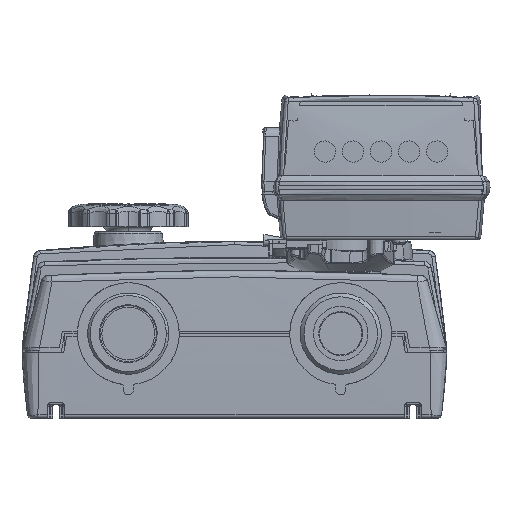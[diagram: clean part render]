
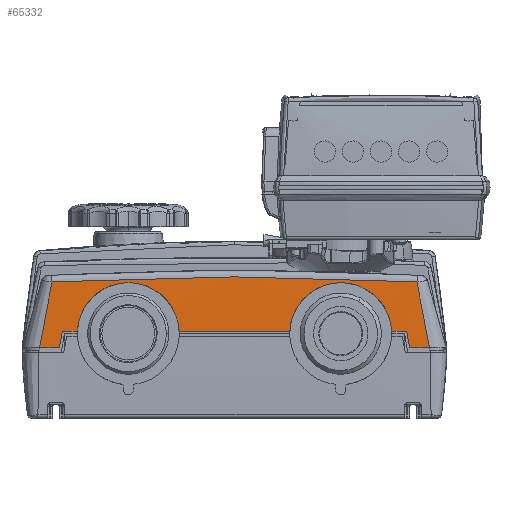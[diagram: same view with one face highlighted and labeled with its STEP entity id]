
A CAD part, front view. The second image highlights one B-rep face of the part: STEP entity #65332.
In plain terms, the highlighted cylindrical face has radius 1200 mm (diameter 2400 mm), a partial arc.
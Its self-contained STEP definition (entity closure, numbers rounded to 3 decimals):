
#65262=AXIS2_PLACEMENT_3D('Cylinder Axis2P3D',#65259,#65260,#65261) ;
#17932=CARTESIAN_POINT('Vertex',(29.962,-341.935,1.5)) ;
#17936=CARTESIAN_POINT('Control Point',(-29.962,-341.935,1.5)) ;
#17937=CARTESIAN_POINT('Control Point',(-29.727,-341.886,6.207)) ;
#17938=CARTESIAN_POINT('Control Point',(-28.567,-341.815,10.868)) ;
#17939=CARTESIAN_POINT('Control Point',(-26.494,-341.723,15.24)) ;
#17940=CARTESIAN_POINT('Control Point',(-20.563,-341.525,23.178)) ;
#17941=CARTESIAN_POINT('Control Point',(-11.99,-341.363,28.196)) ;
#17942=CARTESIAN_POINT('Control Point',(-7.085,-341.306,29.809)) ;
#17943=CARTESIAN_POINT('Control Point',(3.099,-341.269,30.892)) ;
#17944=CARTESIAN_POINT('Control Point',(12.864,-341.374,27.808)) ;
#17945=CARTESIAN_POINT('Control Point',(17.351,-341.459,25.253)) ;
#17946=CARTESIAN_POINT('Control Point',(23.843,-341.627,19.45)) ;
#17947=CARTESIAN_POINT('Control Point',(27.899,-341.789,11.849)) ;
#17948=CARTESIAN_POINT('Control Point',(29.097,-341.85,8.492)) ;
#17949=CARTESIAN_POINT('Control Point',(29.787,-341.899,5.009)) ;
#17950=CARTESIAN_POINT('Control Point',(29.962,-341.935,1.5)) ;
#17951=CARTESIAN_POINT('Vertex',(-29.962,-341.935,1.5)) ;
#65103=CARTESIAN_POINT('Vertex',(-163.759,-341.935,1.5)) ;
#65110=CARTESIAN_POINT('Vertex',(-154.962,-341.935,1.5)) ;
#65113=CARTESIAN_POINT('Line Origine',(-159.361,-341.935,1.5)) ;
#65138=CARTESIAN_POINT('Control Point',(-163.759,-341.935,1.5)) ;
#65139=CARTESIAN_POINT('Control Point',(-164.102,-341.956,-0.45)) ;
#65140=CARTESIAN_POINT('Control Point',(-164.446,-341.972,-2.4)) ;
#65141=CARTESIAN_POINT('Control Point',(-164.79,-341.985,-4.35)) ;
#65142=CARTESIAN_POINT('Control Point',(-165.134,-341.993,-6.3)) ;
#65143=CARTESIAN_POINT('Control Point',(-165.478,-341.997,-8.25)) ;
#65144=CARTESIAN_POINT('Vertex',(-165.478,-341.997,-8.25)) ;
#65175=CARTESIAN_POINT('Vertex',(40.478,-341.997,-8.25)) ;
#65179=CARTESIAN_POINT('Control Point',(38.759,-341.935,1.5)) ;
#65180=CARTESIAN_POINT('Control Point',(39.102,-341.956,-0.45)) ;
#65181=CARTESIAN_POINT('Control Point',(39.446,-341.972,-2.4)) ;
#65182=CARTESIAN_POINT('Control Point',(39.79,-341.985,-4.35)) ;
#65183=CARTESIAN_POINT('Control Point',(40.134,-341.993,-6.3)) ;
#65184=CARTESIAN_POINT('Control Point',(40.478,-341.997,-8.25)) ;
#65185=CARTESIAN_POINT('Vertex',(38.759,-341.935,1.5)) ;
#65207=CARTESIAN_POINT('Line Origine',(34.361,-341.935,1.5)) ;
#65233=CARTESIAN_POINT('Line Origine',(-62.5,-341.935,1.5)) ;
#65237=CARTESIAN_POINT('Vertex',(-95.038,-341.935,1.5)) ;
#65259=CARTESIAN_POINT('Axis2P3D Location',(-62.5,857.999,-11.015)) ;
#65265=CARTESIAN_POINT('Control Point',(-177.14,-341.997,-8.25)) ;
#65266=CARTESIAN_POINT('Control Point',(-174.921,-341.968,4.703)) ;
#65267=CARTESIAN_POINT('Control Point',(-172.479,-341.728,17.627)) ;
#65268=CARTESIAN_POINT('Control Point',(-169.814,-341.282,30.501)) ;
#65269=CARTESIAN_POINT('Vertex',(-169.814,-341.282,30.501)) ;
#65271=CARTESIAN_POINT('Vertex',(-177.14,-341.997,-8.25)) ;
#65274=CARTESIAN_POINT('Line Origine',(-62.5,-341.997,-8.25)) ;
#65280=CARTESIAN_POINT('Control Point',(-154.962,-341.935,1.5)) ;
#65281=CARTESIAN_POINT('Control Point',(-154.727,-341.886,6.207)) ;
#65282=CARTESIAN_POINT('Control Point',(-153.567,-341.815,10.868)) ;
#65283=CARTESIAN_POINT('Control Point',(-151.494,-341.723,15.24)) ;
#65284=CARTESIAN_POINT('Control Point',(-145.563,-341.525,23.178)) ;
#65285=CARTESIAN_POINT('Control Point',(-136.99,-341.363,28.196)) ;
#65286=CARTESIAN_POINT('Control Point',(-132.085,-341.306,29.809)) ;
#65287=CARTESIAN_POINT('Control Point',(-121.901,-341.269,30.892)) ;
#65288=CARTESIAN_POINT('Control Point',(-112.136,-341.374,27.808)) ;
#65289=CARTESIAN_POINT('Control Point',(-107.649,-341.459,25.253)) ;
#65290=CARTESIAN_POINT('Control Point',(-101.157,-341.627,19.45)) ;
#65291=CARTESIAN_POINT('Control Point',(-97.101,-341.789,11.849)) ;
#65292=CARTESIAN_POINT('Control Point',(-95.903,-341.85,8.492)) ;
#65293=CARTESIAN_POINT('Control Point',(-95.213,-341.899,5.009)) ;
#65294=CARTESIAN_POINT('Control Point',(-95.038,-341.935,1.5)) ;
#65296=CARTESIAN_POINT('Line Origine',(-62.5,-341.997,-8.25)) ;
#65300=CARTESIAN_POINT('Vertex',(52.14,-341.997,-8.25)) ;
#65304=CARTESIAN_POINT('Control Point',(52.14,-341.997,-8.25)) ;
#65305=CARTESIAN_POINT('Control Point',(49.921,-341.968,4.703)) ;
#65306=CARTESIAN_POINT('Control Point',(47.479,-341.728,17.627)) ;
#65307=CARTESIAN_POINT('Control Point',(44.814,-341.282,30.501)) ;
#65308=CARTESIAN_POINT('Vertex',(44.814,-341.282,30.501)) ;
#65312=CARTESIAN_POINT('Control Point',(44.814,-341.282,30.501)) ;
#65313=CARTESIAN_POINT('Control Point',(-8.791,-341.182,33.397)) ;
#65314=CARTESIAN_POINT('Control Point',(-62.5,-341.139,34.365)) ;
#65315=CARTESIAN_POINT('Control Point',(-116.209,-341.182,33.397)) ;
#65316=CARTESIAN_POINT('Control Point',(-169.814,-341.282,30.501)) ;
#65114=DIRECTION('Vector Direction',(1.,0.,0.)) ;
#65208=DIRECTION('Vector Direction',(1.,0.,0.)) ;
#65234=DIRECTION('Vector Direction',(1.,0.,0.)) ;
#65260=DIRECTION('Axis2P3D Direction',(-1.,0.,0.)) ;
#65261=DIRECTION('Axis2P3D XDirection',(0.,-1.,0.001)) ;
#65275=DIRECTION('Vector Direction',(-1.,0.,0.)) ;
#65297=DIRECTION('Vector Direction',(-1.,0.,0.)) ;
#65115=VECTOR('Line Direction',#65114,1.) ;
#65209=VECTOR('Line Direction',#65208,1.) ;
#65235=VECTOR('Line Direction',#65234,1.) ;
#65276=VECTOR('Line Direction',#65275,1.) ;
#65298=VECTOR('Line Direction',#65297,1.) ;
#65319=ORIENTED_EDGE('',*,*,#65273,.T.) ;
#65320=ORIENTED_EDGE('',*,*,#65278,.T.) ;
#65321=ORIENTED_EDGE('',*,*,#65146,.F.) ;
#65322=ORIENTED_EDGE('',*,*,#65117,.T.) ;
#65323=ORIENTED_EDGE('',*,*,#65295,.T.) ;
#65324=ORIENTED_EDGE('',*,*,#65239,.T.) ;
#65325=ORIENTED_EDGE('',*,*,#17953,.T.) ;
#65326=ORIENTED_EDGE('',*,*,#65211,.T.) ;
#65327=ORIENTED_EDGE('',*,*,#65187,.T.) ;
#65328=ORIENTED_EDGE('',*,*,#65302,.F.) ;
#65329=ORIENTED_EDGE('',*,*,#65310,.F.) ;
#65330=ORIENTED_EDGE('',*,*,#65317,.F.) ;
#65332=ADVANCED_FACE('PartBody',(#65331),#65263,.T.) ;
#17935=B_SPLINE_CURVE_WITH_KNOTS('',5,(#17936,#17937,#17938,#17939,#17940,#17941,#17942,#17943,#17944,#17945,#17946,#17947,#17948,#17949,#17950),.UNSPECIFIED.,.F.,.U.,(6,3,3,3,6),(2.122,35.451,70.891,106.333,131.178),.UNSPECIFIED.) ;
#65137=B_SPLINE_CURVE_WITH_KNOTS('',5,(#65138,#65139,#65140,#65141,#65142,#65143),.UNSPECIFIED.,.F.,.U.,(6,6),(0.,14.002),.UNSPECIFIED.) ;
#65178=B_SPLINE_CURVE_WITH_KNOTS('',5,(#65179,#65180,#65181,#65182,#65183,#65184),.UNSPECIFIED.,.F.,.U.,(6,6),(0.,14.002),.UNSPECIFIED.) ;
#65264=B_SPLINE_CURVE_WITH_KNOTS('',3,(#65265,#65266,#65267,#65268),.UNSPECIFIED.,.F.,.U.,(4,4),(22.993,91.379),.UNSPECIFIED.) ;
#65279=B_SPLINE_CURVE_WITH_KNOTS('',5,(#65280,#65281,#65282,#65283,#65284,#65285,#65286,#65287,#65288,#65289,#65290,#65291,#65292,#65293,#65294),.UNSPECIFIED.,.F.,.U.,(6,3,3,3,6),(2.122,35.451,70.891,106.333,131.178),.UNSPECIFIED.) ;
#65303=B_SPLINE_CURVE_WITH_KNOTS('',3,(#65304,#65305,#65306,#65307),.UNSPECIFIED.,.F.,.U.,(4,4),(22.993,91.379),.UNSPECIFIED.) ;
#65311=B_SPLINE_CURVE_WITH_KNOTS('',4,(#65312,#65313,#65314,#65315,#65316),.UNSPECIFIED.,.F.,.U.,(5,5),(75.459,379.441),.UNSPECIFIED.) ;
#65263=CYLINDRICAL_SURFACE('generated cylinder',#65262,1200.) ;
#17953=EDGE_CURVE('',#17952,#17933,#17935,.T.) ;
#65117=EDGE_CURVE('',#65104,#65111,#65116,.T.) ;
#65146=EDGE_CURVE('',#65104,#65145,#65137,.T.) ;
#65187=EDGE_CURVE('',#65186,#65176,#65178,.T.) ;
#65211=EDGE_CURVE('',#17933,#65186,#65210,.T.) ;
#65239=EDGE_CURVE('',#65238,#17952,#65236,.T.) ;
#65273=EDGE_CURVE('',#65270,#65272,#65264,.F.) ;
#65278=EDGE_CURVE('',#65272,#65145,#65277,.F.) ;
#65295=EDGE_CURVE('',#65111,#65238,#65279,.T.) ;
#65302=EDGE_CURVE('',#65301,#65176,#65299,.T.) ;
#65310=EDGE_CURVE('',#65309,#65301,#65303,.F.) ;
#65317=EDGE_CURVE('',#65270,#65309,#65311,.F.) ;
#65318=EDGE_LOOP('',(#65319,#65320,#65321,#65322,#65323,#65324,#65325,#65326,#65327,#65328,#65329,#65330)) ;
#65331=FACE_OUTER_BOUND('',#65318,.T.) ;
#65116=LINE('Line',#65113,#65115) ;
#65210=LINE('Line',#65207,#65209) ;
#65236=LINE('Line',#65233,#65235) ;
#65277=LINE('Line',#65274,#65276) ;
#65299=LINE('Line',#65296,#65298) ;
#17933=VERTEX_POINT('',#17932) ;
#17952=VERTEX_POINT('',#17951) ;
#65104=VERTEX_POINT('',#65103) ;
#65111=VERTEX_POINT('',#65110) ;
#65145=VERTEX_POINT('',#65144) ;
#65176=VERTEX_POINT('',#65175) ;
#65186=VERTEX_POINT('',#65185) ;
#65238=VERTEX_POINT('',#65237) ;
#65270=VERTEX_POINT('',#65269) ;
#65272=VERTEX_POINT('',#65271) ;
#65301=VERTEX_POINT('',#65300) ;
#65309=VERTEX_POINT('',#65308) ;
